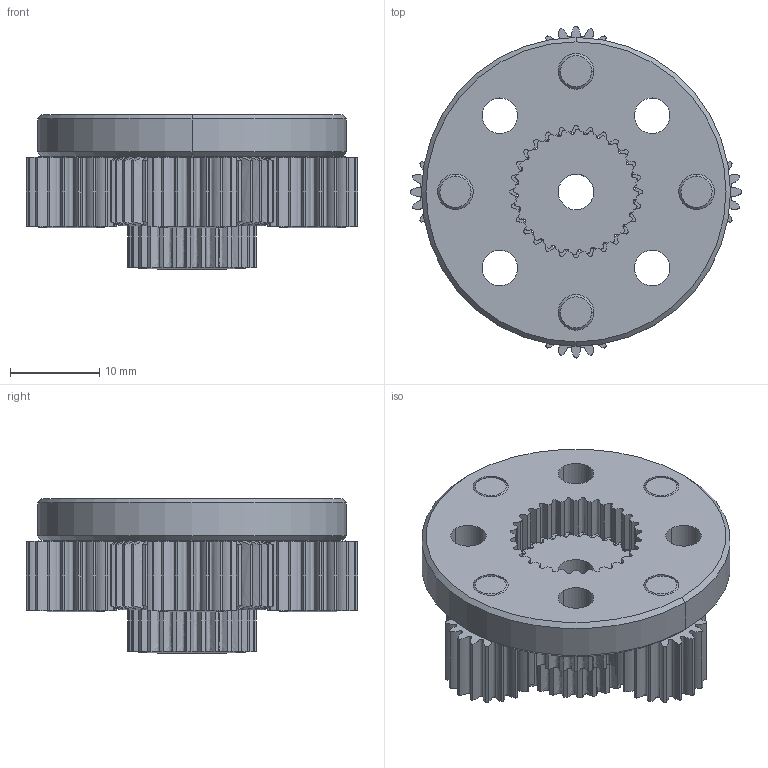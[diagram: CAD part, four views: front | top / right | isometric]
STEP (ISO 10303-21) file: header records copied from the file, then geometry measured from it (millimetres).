
FILE_DESCRIPTION (( 'STEP AP214' ), '1' );
FILE_NAME ('217-2817 Release .STEP', '2014-01-24T19:38:34', ( '' ), ( '' ), 'SwSTEP 2.0', 'SolidWorks 2013', '' );
FILE_SCHEMA (( 'AUTOMOTIVE_DESIGN' ));
Length unit declared in the file: millimetre
Products named in the file (5): 217-2724-001 Rev1_Sun_Driver01; 217-2817 Release ; 217-2625-010 Rev1; 217-2724-003 Rev1_Planet_Revolving_Follower01; 217-2724-002 Rev1
Assembly tree (10 placements, depth 2):
  217-2817 Release 
    217-2724-001 Rev1_Sun_Driver01
    217-2724-002 Rev1
    217-2724-003 Rev1_Planet_Revolving_Follower01  x4
    217-2625-010 Rev1  x4
Bounding box: 37.28 x 37.28 x 17.4 mm (x, y, z)
Volume: 7905.2 mm3; surface area: 8493.3 mm2
Topology: 11 solids, 11 shells, 540 faces, 1534 edges, 1016 vertices
Faces by surface type: cylinder 256, bspline 192, plane 50, cone 42
Entity records: 34777 total; most frequent: CARTESIAN_POINT 25051, ORIENTED_EDGE 2228, DIRECTION 1688, EDGE_CURVE 1114, VERTEX_POINT 740, AXIS2_PLACEMENT_3D 657, EDGE_LOOP 408, CIRCLE 398
